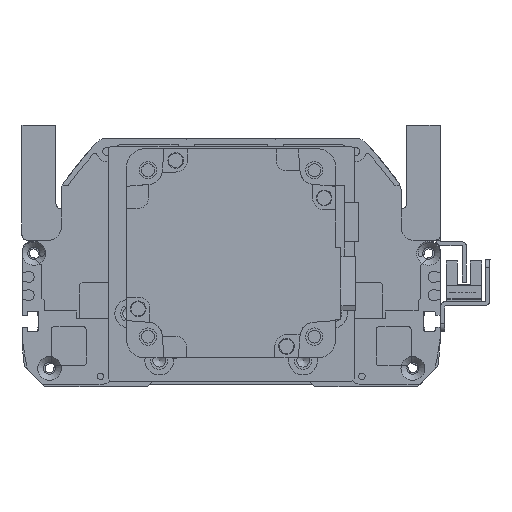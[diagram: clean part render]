
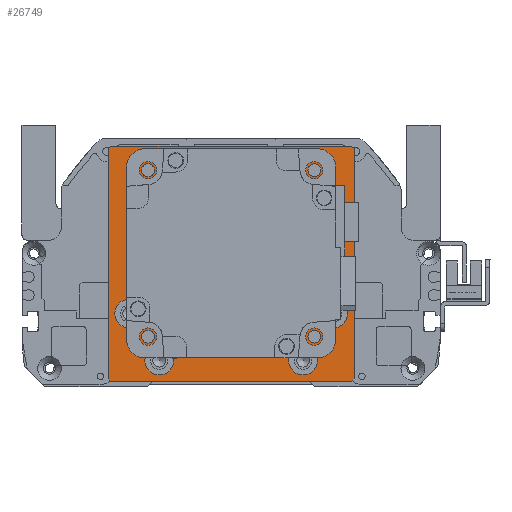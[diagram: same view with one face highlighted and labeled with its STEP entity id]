
A CAD part, front view. The second image highlights one B-rep face of the part: STEP entity #26749.
In plain terms, the highlighted face is planar.
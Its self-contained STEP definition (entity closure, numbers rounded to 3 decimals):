
#1494=FACE_BOUND('',#5681,.T.);
#1495=FACE_BOUND('',#5682,.T.);
#1496=FACE_BOUND('',#5683,.T.);
#1497=FACE_BOUND('',#5684,.T.);
#1498=FACE_BOUND('',#5685,.T.);
#1499=FACE_BOUND('',#5686,.T.);
#1500=FACE_BOUND('',#5687,.T.);
#1501=FACE_BOUND('',#5688,.T.);
#1502=FACE_BOUND('',#5689,.T.);
#2084=PLANE('',#29648);
#4054=FACE_OUTER_BOUND('',#5680,.T.);
#5680=EDGE_LOOP('',(#24716,#24717,#24718,#24719,#24720,#24721,#24722,#24723));
#5681=EDGE_LOOP('',(#24724));
#5682=EDGE_LOOP('',(#24725));
#5683=EDGE_LOOP('',(#24726));
#5684=EDGE_LOOP('',(#24727));
#5685=EDGE_LOOP('',(#24728));
#5686=EDGE_LOOP('',(#24729));
#5687=EDGE_LOOP('',(#24730));
#5688=EDGE_LOOP('',(#24731));
#5689=EDGE_LOOP('',(#24732));
#7823=LINE('',#47299,#10002);
#7825=LINE('',#47303,#10004);
#7828=LINE('',#47309,#10007);
#7829=LINE('',#47311,#10008);
#7830=LINE('',#47313,#10009);
#7831=LINE('',#47315,#10010);
#7832=LINE('',#47317,#10011);
#7833=LINE('',#47318,#10012);
#10002=VECTOR('',#36724,10.);
#10004=VECTOR('',#36728,10.);
#10007=VECTOR('',#36733,10.);
#10008=VECTOR('',#36734,10.);
#10009=VECTOR('',#36735,10.);
#10010=VECTOR('',#36736,10.);
#10011=VECTOR('',#36737,10.);
#10012=VECTOR('',#36738,10.);
#11388=CIRCLE('',#29649,35.);
#11389=CIRCLE('',#29650,2.459);
#11390=CIRCLE('',#29651,2.459);
#11391=CIRCLE('',#29652,2.459);
#11392=CIRCLE('',#29653,2.459);
#11393=CIRCLE('',#29654,5.5);
#11394=CIRCLE('',#29655,5.5);
#11395=CIRCLE('',#29656,5.5);
#11396=CIRCLE('',#29657,5.5);
#13800=VERTEX_POINT('',#47296);
#13801=VERTEX_POINT('',#47298);
#13802=VERTEX_POINT('',#47302);
#13804=VERTEX_POINT('',#47308);
#13805=VERTEX_POINT('',#47310);
#13806=VERTEX_POINT('',#47312);
#13807=VERTEX_POINT('',#47314);
#13808=VERTEX_POINT('',#47316);
#13809=VERTEX_POINT('',#47319);
#13810=VERTEX_POINT('',#47321);
#13811=VERTEX_POINT('',#47323);
#13812=VERTEX_POINT('',#47325);
#13813=VERTEX_POINT('',#47327);
#13814=VERTEX_POINT('',#47329);
#13815=VERTEX_POINT('',#47331);
#13816=VERTEX_POINT('',#47333);
#13817=VERTEX_POINT('',#47335);
#17476=EDGE_CURVE('',#13800,#13801,#7823,.T.);
#17478=EDGE_CURVE('',#13802,#13801,#7825,.T.);
#17481=EDGE_CURVE('',#13800,#13804,#7828,.T.);
#17482=EDGE_CURVE('',#13805,#13804,#7829,.T.);
#17483=EDGE_CURVE('',#13805,#13806,#7830,.T.);
#17484=EDGE_CURVE('',#13807,#13806,#7831,.T.);
#17485=EDGE_CURVE('',#13807,#13808,#7832,.T.);
#17486=EDGE_CURVE('',#13802,#13808,#7833,.T.);
#17487=EDGE_CURVE('',#13809,#13809,#11388,.T.);
#17488=EDGE_CURVE('',#13810,#13810,#11389,.T.);
#17489=EDGE_CURVE('',#13811,#13811,#11390,.T.);
#17490=EDGE_CURVE('',#13812,#13812,#11391,.T.);
#17491=EDGE_CURVE('',#13813,#13813,#11392,.T.);
#17492=EDGE_CURVE('',#13814,#13814,#11393,.T.);
#17493=EDGE_CURVE('',#13815,#13815,#11394,.T.);
#17494=EDGE_CURVE('',#13816,#13816,#11395,.T.);
#17495=EDGE_CURVE('',#13817,#13817,#11396,.T.);
#24716=ORIENTED_EDGE('',*,*,#17476,.F.);
#24717=ORIENTED_EDGE('',*,*,#17481,.T.);
#24718=ORIENTED_EDGE('',*,*,#17482,.F.);
#24719=ORIENTED_EDGE('',*,*,#17483,.T.);
#24720=ORIENTED_EDGE('',*,*,#17484,.F.);
#24721=ORIENTED_EDGE('',*,*,#17485,.T.);
#24722=ORIENTED_EDGE('',*,*,#17486,.F.);
#24723=ORIENTED_EDGE('',*,*,#17478,.T.);
#24724=ORIENTED_EDGE('',*,*,#17487,.T.);
#24725=ORIENTED_EDGE('',*,*,#17488,.T.);
#24726=ORIENTED_EDGE('',*,*,#17489,.T.);
#24727=ORIENTED_EDGE('',*,*,#17490,.T.);
#24728=ORIENTED_EDGE('',*,*,#17491,.T.);
#24729=ORIENTED_EDGE('',*,*,#17492,.T.);
#24730=ORIENTED_EDGE('',*,*,#17493,.T.);
#24731=ORIENTED_EDGE('',*,*,#17494,.T.);
#24732=ORIENTED_EDGE('',*,*,#17495,.T.);
#26749=ADVANCED_FACE('',(#4054,#1494,#1495,#1496,#1497,#1498,#1499,#1500,
#1501,#1502),#2084,.T.);
#29648=AXIS2_PLACEMENT_3D('',#47307,#36731,#36732);
#29649=AXIS2_PLACEMENT_3D('',#47320,#36739,#36740);
#29650=AXIS2_PLACEMENT_3D('',#47322,#36741,#36742);
#29651=AXIS2_PLACEMENT_3D('',#47324,#36743,#36744);
#29652=AXIS2_PLACEMENT_3D('',#47326,#36745,#36746);
#29653=AXIS2_PLACEMENT_3D('',#47328,#36747,#36748);
#29654=AXIS2_PLACEMENT_3D('',#47330,#36749,#36750);
#29655=AXIS2_PLACEMENT_3D('',#47332,#36751,#36752);
#29656=AXIS2_PLACEMENT_3D('',#47334,#36753,#36754);
#29657=AXIS2_PLACEMENT_3D('',#47336,#36755,#36756);
#36724=DIRECTION('',(0.707,0.707,0.));
#36728=DIRECTION('',(-1.,0.,0.));
#36731=DIRECTION('center_axis',(0.,0.,1.));
#36732=DIRECTION('ref_axis',(1.,0.,0.));
#36733=DIRECTION('',(0.,-1.,0.));
#36734=DIRECTION('',(-0.707,0.707,0.));
#36735=DIRECTION('',(1.,0.,0.));
#36736=DIRECTION('',(-0.707,-0.707,0.));
#36737=DIRECTION('',(0.,1.,0.));
#36738=DIRECTION('',(0.707,-0.707,0.));
#36739=DIRECTION('center_axis',(0.,0.,-1.));
#36740=DIRECTION('ref_axis',(1.,0.,0.));
#36741=DIRECTION('center_axis',(0.,0.,-1.));
#36742=DIRECTION('ref_axis',(1.,0.,0.));
#36743=DIRECTION('center_axis',(0.,0.,-1.));
#36744=DIRECTION('ref_axis',(1.,0.,0.));
#36745=DIRECTION('center_axis',(0.,0.,-1.));
#36746=DIRECTION('ref_axis',(1.,0.,0.));
#36747=DIRECTION('center_axis',(0.,0.,-1.));
#36748=DIRECTION('ref_axis',(1.,0.,0.));
#36749=DIRECTION('center_axis',(0.,0.,-1.));
#36750=DIRECTION('ref_axis',(1.,0.,0.));
#36751=DIRECTION('center_axis',(0.,0.,-1.));
#36752=DIRECTION('ref_axis',(1.,0.,0.));
#36753=DIRECTION('center_axis',(0.,0.,-1.));
#36754=DIRECTION('ref_axis',(1.,0.,0.));
#36755=DIRECTION('center_axis',(0.,0.,-1.));
#36756=DIRECTION('ref_axis',(1.,0.,0.));
#47296=CARTESIAN_POINT('',(-47.,44.5,76.));
#47298=CARTESIAN_POINT('',(-46.,45.5,76.));
#47299=CARTESIAN_POINT('',(-46.125,45.375,76.));
#47302=CARTESIAN_POINT('',(46.,45.5,76.));
#47303=CARTESIAN_POINT('',(47.,45.5,76.));
#47307=CARTESIAN_POINT('Origin',(0.,0.,
76.));
#47308=CARTESIAN_POINT('',(-47.,-43.5,76.));
#47309=CARTESIAN_POINT('',(-47.,44.5,76.));
#47310=CARTESIAN_POINT('',(-46.,-44.5,76.));
#47311=CARTESIAN_POINT('',(-45.875,-44.625,76.));
#47312=CARTESIAN_POINT('',(46.,-44.5,76.));
#47313=CARTESIAN_POINT('',(-47.,-44.5,76.));
#47314=CARTESIAN_POINT('',(47.,-43.5,76.));
#47315=CARTESIAN_POINT('',(45.875,-44.625,76.));
#47316=CARTESIAN_POINT('',(47.,44.5,76.));
#47317=CARTESIAN_POINT('',(47.,-44.5,76.));
#47318=CARTESIAN_POINT('',(46.125,45.375,76.));
#47319=CARTESIAN_POINT('',(-35.,4.5,76.));
#47320=CARTESIAN_POINT('Origin',(0.,4.5,76.));
#47321=CARTESIAN_POINT('',(29.361,-27.32,76.));
#47322=CARTESIAN_POINT('Origin',(31.82,-27.32,76.));
#47323=CARTESIAN_POINT('',(29.361,36.32,76.));
#47324=CARTESIAN_POINT('Origin',(31.82,36.32,76.));
#47325=CARTESIAN_POINT('',(-34.278,36.32,76.));
#47326=CARTESIAN_POINT('Origin',(-31.82,36.32,76.));
#47327=CARTESIAN_POINT('',(-34.278,-27.32,76.));
#47328=CARTESIAN_POINT('Origin',(-31.82,-27.32,76.));
#47329=CARTESIAN_POINT('',(-44.5,-18.5,76.));
#47330=CARTESIAN_POINT('Origin',(-39.,-18.5,76.));
#47331=CARTESIAN_POINT('',(33.5,-18.5,76.));
#47332=CARTESIAN_POINT('Origin',(39.,-18.5,76.));
#47333=CARTESIAN_POINT('',(22.,-36.5,76.));
#47334=CARTESIAN_POINT('Origin',(27.5,-36.5,76.));
#47335=CARTESIAN_POINT('',(-33.,-36.5,76.));
#47336=CARTESIAN_POINT('Origin',(-27.5,-36.5,76.));
